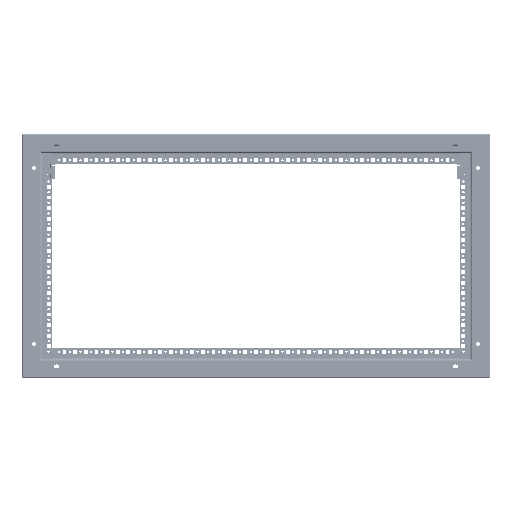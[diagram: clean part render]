
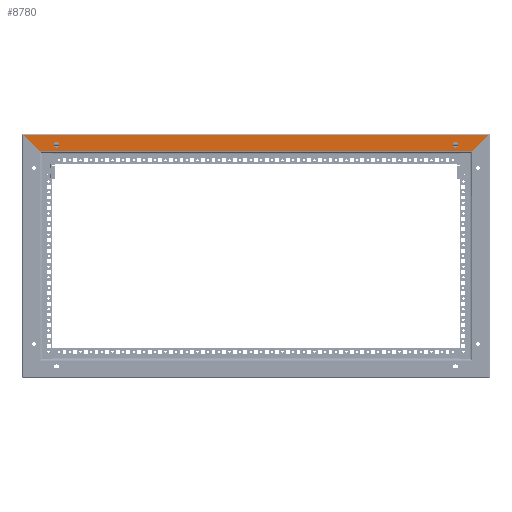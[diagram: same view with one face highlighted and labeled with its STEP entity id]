
A CAD part, front view. The second image highlights one B-rep face of the part: STEP entity #8780.
In plain terms, the highlighted planar face has unit normal (0, -1, 0).
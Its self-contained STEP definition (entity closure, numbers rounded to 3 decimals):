
#8780=ADVANCED_FACE('',(#23086,#23087,#23088),#23089,.T.);
#23086=FACE_OUTER_BOUND('',#46354,.T.);
#23087=FACE_BOUND('',#46355,.T.);
#23088=FACE_BOUND('',#46356,.T.);
#23089=PLANE('',#46357);
#46354=EDGE_LOOP('',(#74809,#74810,#74811,#74812));
#46355=EDGE_LOOP('',(#74813,#74814));
#46356=EDGE_LOOP('',(#74815,#74816));
#46357=AXIS2_PLACEMENT_3D('',#74817,#74818,#74819);
#74809=ORIENTED_EDGE('',*,*,#133631,.T.);
#74810=ORIENTED_EDGE('',*,*,#133633,.T.);
#74811=ORIENTED_EDGE('',*,*,#133537,.T.);
#74812=ORIENTED_EDGE('',*,*,#133519,.F.);
#74813=ORIENTED_EDGE('',*,*,#132277,.T.);
#74814=ORIENTED_EDGE('',*,*,#133495,.T.);
#74815=ORIENTED_EDGE('',*,*,#132272,.T.);
#74816=ORIENTED_EDGE('',*,*,#133498,.T.);
#74817=CARTESIAN_POINT('',(1098.0,0.0,552.5));
#74818=DIRECTION('',(0.0,-1.0,0.0));
#74819=DIRECTION('',(0.0,0.0,-1.0));
#132272=EDGE_CURVE('',#158676,#158680,#158682,.T.);
#132277=EDGE_CURVE('',#158685,#158689,#158691,.T.);
#133495=EDGE_CURVE('',#158689,#158685,#160517,.T.);
#133498=EDGE_CURVE('',#158680,#158676,#160520,.T.);
#133519=EDGE_CURVE('',#160554,#160556,#160557,.T.);
#133537=EDGE_CURVE('',#160585,#160556,#160586,.T.);
#133631=EDGE_CURVE('',#160554,#160719,#160721,.T.);
#133633=EDGE_CURVE('',#160719,#160585,#160723,.T.);
#158676=VERTEX_POINT('',#197806);
#158680=VERTEX_POINT('',#197811);
#158682=CIRCLE('',#197814,6.5);
#158685=VERTEX_POINT('',#197817);
#158689=VERTEX_POINT('',#197822);
#158691=CIRCLE('',#197825,6.5);
#160517=CIRCLE('',#200251,6.5);
#160520=CIRCLE('',#200254,6.5);
#160554=VERTEX_POINT('',#200302);
#160556=VERTEX_POINT('',#200304);
#160557=LINE('',#200305,#200306);
#160585=VERTEX_POINT('',#200346);
#160586=LINE('',#200347,#200348);
#160719=VERTEX_POINT('',#200530);
#160721=LINE('',#200532,#200533);
#160723=LINE('',#200535,#200536);
#197806=CARTESIAN_POINT('',(87.5,0.0,549.0));
#197811=CARTESIAN_POINT('',(74.5,0.0,549.0));
#197814=AXIS2_PLACEMENT_3D('',#247425,#247426,#247427);
#197817=CARTESIAN_POINT('',(1025.5,0.0,549.0));
#197822=CARTESIAN_POINT('',(1012.5,0.0,549.0));
#197825=AXIS2_PLACEMENT_3D('',#247433,#247434,#247435);
#200251=AXIS2_PLACEMENT_3D('',#248972,#248973,#248974);
#200254=AXIS2_PLACEMENT_3D('',#248978,#248979,#248980);
#200302=CARTESIAN_POINT('',(1059.,0.0,534.));
#200304=CARTESIAN_POINT('',(41.,0.0,534.));
#200305=CARTESIAN_POINT('',(1098.0,0.,534.));
#200306=VECTOR('',#249004,1.0);
#200346=CARTESIAN_POINT('',(4.,0.0,571.));
#200347=CARTESIAN_POINT('',(291.5,0.,283.5));
#200348=VECTOR('',#249023,1.0);
#200530=CARTESIAN_POINT('',(1096.,0.0,571.));
#200532=CARTESIAN_POINT('',(1082.5,0.0,557.5));
#200533=VECTOR('',#249130,1.0);
#200535=CARTESIAN_POINT('',(1098.0,0.0,571.0));
#200536=VECTOR('',#249131,1.0);
#247425=CARTESIAN_POINT('',(81.0,0.0,549.0));
#247426=DIRECTION('',(-0.0,1.0,0.0));
#247427=DIRECTION('',(1.0,0.0,0.0));
#247433=CARTESIAN_POINT('',(1019.0,0.0,549.0));
#247434=DIRECTION('',(-0.0,1.0,0.0));
#247435=DIRECTION('',(1.0,0.0,0.0));
#248972=CARTESIAN_POINT('',(1019.0,0.0,549.0));
#248973=DIRECTION('',(-0.0,1.0,0.0));
#248974=DIRECTION('',(1.0,0.0,0.0));
#248978=CARTESIAN_POINT('',(81.0,0.0,549.0));
#248979=DIRECTION('',(-0.0,1.0,0.0));
#248980=DIRECTION('',(1.0,0.0,0.0));
#249004=DIRECTION('',(-1.0,0.0,0.0));
#249023=DIRECTION('',(0.707,0.0,-0.707));
#249130=DIRECTION('',(0.707,0.0,0.707));
#249131=DIRECTION('',(-1.0,0.0,0.0));
